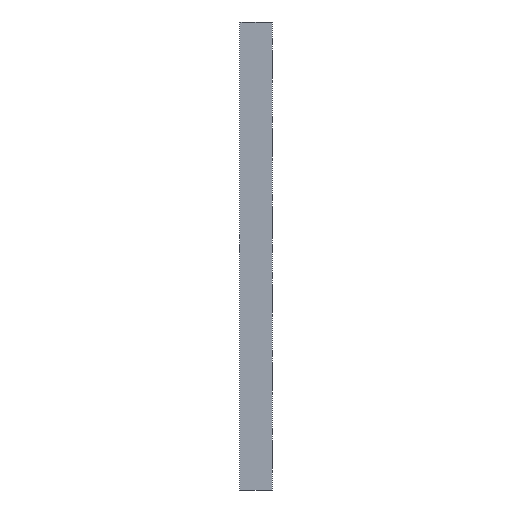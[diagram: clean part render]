
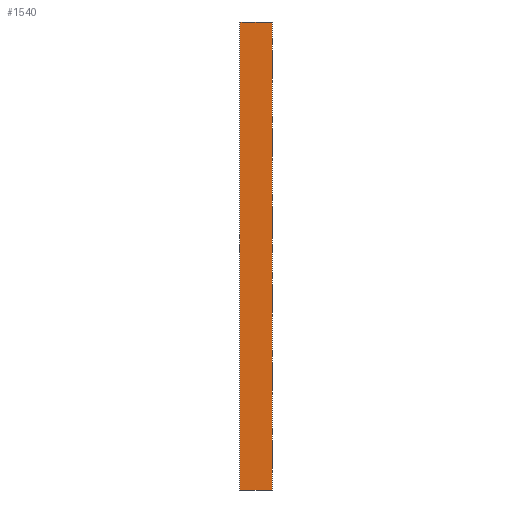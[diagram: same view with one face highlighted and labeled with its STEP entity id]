
A CAD part, left-side view. The second image highlights one B-rep face of the part: STEP entity #1540.
In plain terms, the highlighted planar face has unit normal (-1, 0, 0).
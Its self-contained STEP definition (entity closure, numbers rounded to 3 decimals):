
#19 = CARTESIAN_POINT ( 'NONE',  ( -20.5, 21., 300. ) ) ;
#47 = VERTEX_POINT ( 'NONE', #2409 ) ;
#54 = VECTOR ( 'NONE', #1113, 1000. ) ;
#223 = CARTESIAN_POINT ( 'NONE',  ( -20.5, 0., 300. ) ) ;
#231 = VERTEX_POINT ( 'NONE', #223 ) ;
#240 = ORIENTED_EDGE ( 'NONE', *, *, #718, .T. ) ;
#260 = EDGE_CURVE ( 'NONE', #2323, #1807, #1166, .T. ) ;
#268 = DIRECTION ( 'NONE',  ( 0., 0., -1. ) ) ;
#300 = AXIS2_PLACEMENT_3D ( 'NONE', #603, #1535, #411 ) ;
#308 = VERTEX_POINT ( 'NONE', #19 ) ;
#315 = DIRECTION ( 'NONE',  ( 0., -1., 0. ) ) ;
#368 = ORIENTED_EDGE ( 'NONE', *, *, #2047, .F. ) ;
#411 = DIRECTION ( 'NONE',  ( 0., 0., -1. ) ) ;
#463 = DIRECTION ( 'NONE',  ( 0., -1., 0. ) ) ;
#491 = DIRECTION ( 'NONE',  ( 0., 1., 0. ) ) ;
#498 = CARTESIAN_POINT ( 'NONE',  ( -20.5, 21., 0. ) ) ;
#509 = LINE ( 'NONE', #1484, #1702 ) ;
#526 = CARTESIAN_POINT ( 'NONE',  ( -20.5, 4.5, 0. ) ) ;
#603 = CARTESIAN_POINT ( 'NONE',  ( -20.5, 4.5, 300. ) ) ;
#614 = PLANE ( 'NONE',  #300 ) ;
#647 = LINE ( 'NONE', #2185, #2193 ) ;
#702 = VECTOR ( 'NONE', #491, 1000. ) ;
#705 = VECTOR ( 'NONE', #2215, 1000. ) ;
#718 = EDGE_CURVE ( 'NONE', #1112, #308, #1467, .T. ) ;
#798 = CARTESIAN_POINT ( 'NONE',  ( -20.5, 18.5, 0. ) ) ;
#827 = ORIENTED_EDGE ( 'NONE', *, *, #1501, .F. ) ;
#845 = CARTESIAN_POINT ( 'NONE',  ( -20.5, 4.5, 300. ) ) ;
#891 = CARTESIAN_POINT ( 'NONE',  ( -20.5, 21., 300. ) ) ;
#936 = VECTOR ( 'NONE', #959, 1000. ) ;
#959 = DIRECTION ( 'NONE',  ( 0., -1., 0. ) ) ;
#1052 = CARTESIAN_POINT ( 'NONE',  ( -20.5, 0., 300. ) ) ;
#1100 = LINE ( 'NONE', #526, #54 ) ;
#1112 = VERTEX_POINT ( 'NONE', #2310 ) ;
#1113 = DIRECTION ( 'NONE',  ( 0., 1., 0. ) ) ;
#1160 = VERTEX_POINT ( 'NONE', #498 ) ;
#1166 = LINE ( 'NONE', #2322, #936 ) ;
#1255 = DIRECTION ( 'NONE',  ( 0., -1., 0. ) ) ;
#1277 = LINE ( 'NONE', #2044, #705 ) ;
#1308 = VECTOR ( 'NONE', #1255, 1000. ) ;
#1352 = VECTOR ( 'NONE', #268, 1000. ) ;
#1467 = LINE ( 'NONE', #891, #702 ) ;
#1471 = CARTESIAN_POINT ( 'NONE',  ( -20.5, 4.5, 300. ) ) ;
#1484 = CARTESIAN_POINT ( 'NONE',  ( -20.5, 4.5, 300. ) ) ;
#1488 = VERTEX_POINT ( 'NONE', #1471 ) ;
#1501 = EDGE_CURVE ( 'NONE', #1112, #1488, #509, .T. ) ;
#1535 = DIRECTION ( 'NONE',  ( 1., 0., 0. ) ) ;
#1540 = ADVANCED_FACE ( 'NONE', ( #2332 ), #614, .F. ) ;
#1653 = EDGE_CURVE ( 'NONE', #1488, #231, #2366, .T. ) ;
#1702 = VECTOR ( 'NONE', #315, 1000. ) ;
#1744 = ORIENTED_EDGE ( 'NONE', *, *, #2086, .T. ) ;
#1807 = VERTEX_POINT ( 'NONE', #1972 ) ;
#1913 = EDGE_LOOP ( 'NONE', ( #2436, #1744, #368, #2370, #827, #240, #2065, #2325 ) ) ;
#1972 = CARTESIAN_POINT ( 'NONE',  ( -20.5, 4.5, 0. ) ) ;
#2044 = CARTESIAN_POINT ( 'NONE',  ( -20.5, 21., 300. ) ) ;
#2047 = EDGE_CURVE ( 'NONE', #231, #47, #2402, .T. ) ;
#2065 = ORIENTED_EDGE ( 'NONE', *, *, #2091, .T. ) ;
#2086 = EDGE_CURVE ( 'NONE', #1807, #47, #647, .T. ) ;
#2091 = EDGE_CURVE ( 'NONE', #308, #1160, #1277, .T. ) ;
#2185 = CARTESIAN_POINT ( 'NONE',  ( -20.5, 0., 0. ) ) ;
#2193 = VECTOR ( 'NONE', #463, 1000. ) ;
#2212 = EDGE_CURVE ( 'NONE', #2323, #1160, #1100, .T. ) ;
#2215 = DIRECTION ( 'NONE',  ( 0., 0., -1. ) ) ;
#2310 = CARTESIAN_POINT ( 'NONE',  ( -20.5, 18.5, 300. ) ) ;
#2322 = CARTESIAN_POINT ( 'NONE',  ( -20.5, 4.5, 0. ) ) ;
#2323 = VERTEX_POINT ( 'NONE', #798 ) ;
#2325 = ORIENTED_EDGE ( 'NONE', *, *, #2212, .F. ) ;
#2332 = FACE_OUTER_BOUND ( 'NONE', #1913, .T. ) ;
#2366 = LINE ( 'NONE', #845, #1308 ) ;
#2370 = ORIENTED_EDGE ( 'NONE', *, *, #1653, .F. ) ;
#2402 = LINE ( 'NONE', #1052, #1352 ) ;
#2409 = CARTESIAN_POINT ( 'NONE',  ( -20.5, 0., 0. ) ) ;
#2436 = ORIENTED_EDGE ( 'NONE', *, *, #260, .T. ) ;
